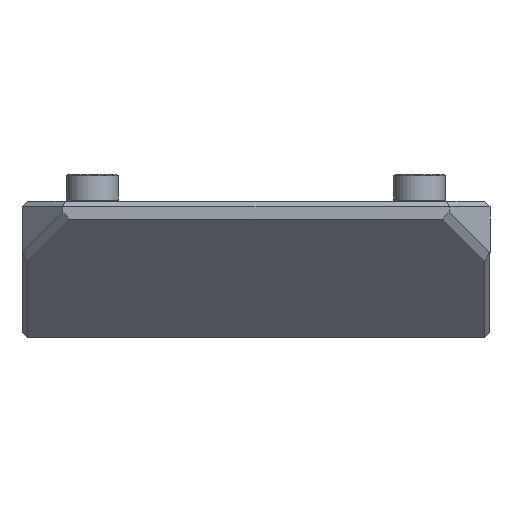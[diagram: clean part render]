
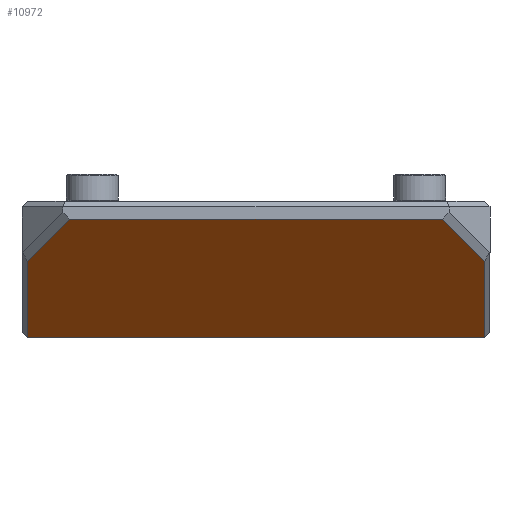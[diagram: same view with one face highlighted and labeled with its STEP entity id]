
A CAD part, left-side view. The second image highlights one B-rep face of the part: STEP entity #10972.
In plain terms, the highlighted face is planar.
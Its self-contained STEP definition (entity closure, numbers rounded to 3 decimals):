
#1328=FACE_OUTER_BOUND('',#1966,.T.);
#1966=EDGE_LOOP('',(#7595,#7596,#7597,#7598,#7599,#7600));
#2736=LINE('',#17133,#3664);
#2737=LINE('',#17136,#3665);
#2738=LINE('',#17138,#3666);
#2739=LINE('',#17140,#3667);
#2740=LINE('',#17142,#3668);
#2741=LINE('',#17143,#3669);
#3664=VECTOR('',#13427,10.);
#3665=VECTOR('',#13430,10.);
#3666=VECTOR('',#13431,10.);
#3667=VECTOR('',#13432,10.);
#3668=VECTOR('',#13433,10.);
#3669=VECTOR('',#13434,10.);
#4571=VERTEX_POINT('',#17126);
#4574=VERTEX_POINT('',#17131);
#4575=VERTEX_POINT('',#17135);
#4576=VERTEX_POINT('',#17137);
#4577=VERTEX_POINT('',#17139);
#4578=VERTEX_POINT('',#17141);
#5734=EDGE_CURVE('',#4574,#4571,#2736,.T.);
#5735=EDGE_CURVE('',#4575,#4574,#2737,.T.);
#5736=EDGE_CURVE('',#4576,#4575,#2738,.T.);
#5737=EDGE_CURVE('',#4577,#4576,#2739,.T.);
#5738=EDGE_CURVE('',#4578,#4577,#2740,.T.);
#5739=EDGE_CURVE('',#4571,#4578,#2741,.T.);
#7595=ORIENTED_EDGE('',*,*,#5734,.F.);
#7596=ORIENTED_EDGE('',*,*,#5735,.F.);
#7597=ORIENTED_EDGE('',*,*,#5736,.F.);
#7598=ORIENTED_EDGE('',*,*,#5737,.F.);
#7599=ORIENTED_EDGE('',*,*,#5738,.F.);
#7600=ORIENTED_EDGE('',*,*,#5739,.F.);
#10650=PLANE('',#11727);
#10972=ADVANCED_FACE('',(#1328),#10650,.F.);
#11727=AXIS2_PLACEMENT_3D('',#17134,#13428,#13429);
#13427=DIRECTION('',(-0.577,-0.577,-0.577));
#13428=DIRECTION('center_axis',(0.,-0.707,
0.707));
#13429=DIRECTION('ref_axis',(1.,0.,0.));
#13430=DIRECTION('',(-1.,0.,0.));
#13431=DIRECTION('',(-0.577,0.577,0.577));
#13432=DIRECTION('',(0.,0.707,0.707));
#13433=DIRECTION('',(1.,0.,0.));
#13434=DIRECTION('',(0.,-0.707,-0.707));
#17126=CARTESIAN_POINT('',(5.98,17.582,3.233));
#17131=CARTESIAN_POINT('',(9.07,20.672,6.323));
#17133=CARTESIAN_POINT('',(2.565,14.167,-0.182));
#17134=CARTESIAN_POINT('Origin',(22.73,-5.078,-19.427));
#17135=CARTESIAN_POINT('',(36.39,20.672,6.323));
#17136=CARTESIAN_POINT('',(31.305,20.672,6.323));
#17137=CARTESIAN_POINT('',(39.48,17.582,3.233));
#17138=CARTESIAN_POINT('',(42.895,14.167,-0.182));
#17139=CARTESIAN_POINT('',(39.48,11.972,-2.377));
#17140=CARTESIAN_POINT('',(39.48,-2.553,-16.902));
#17141=CARTESIAN_POINT('',(5.98,11.972,-2.377));
#17142=CARTESIAN_POINT('',(22.73,11.972,-2.377));
#17143=CARTESIAN_POINT('',(5.98,5.522,-8.827));
